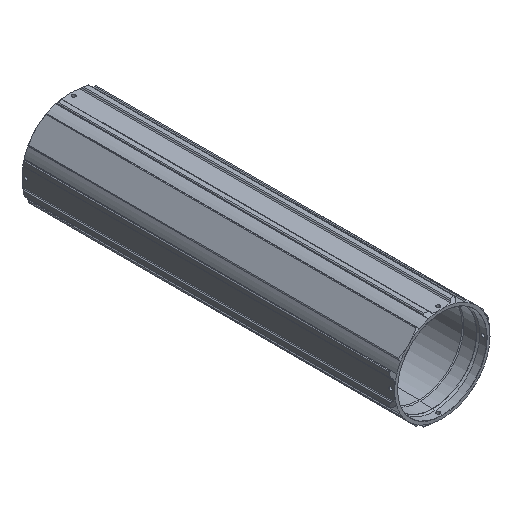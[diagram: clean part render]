
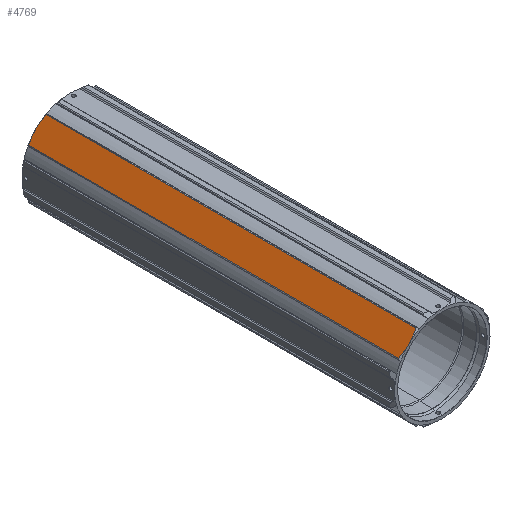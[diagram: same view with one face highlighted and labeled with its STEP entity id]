
A CAD part, isometric view. The second image highlights one B-rep face of the part: STEP entity #4769.
In plain terms, the highlighted planar face has unit normal (-0.707, 0, 0.707).
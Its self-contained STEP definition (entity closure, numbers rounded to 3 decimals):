
#19 = CARTESIAN_POINT ( 'NONE',  ( -46.025, 0.499, 35.292 ) ) ;
#56 = CARTESIAN_POINT ( 'NONE',  ( -47.738, 449.185, 33.579 ) ) ;
#61 = CARTESIAN_POINT ( 'NONE',  ( -30.052, -17.173, 51.265 ) ) ;
#93 = CARTESIAN_POINT ( 'NONE',  ( -42.88, 449.938, 38.437 ) ) ;
#143 = VERTEX_POINT ( 'NONE', #1495 ) ;
#392 = CARTESIAN_POINT ( 'NONE',  ( -40.659, 0., 40.659 ) ) ;
#415 = VERTEX_POINT ( 'NONE', #2025 ) ;
#448 = B_SPLINE_CURVE_WITH_KNOTS ( 'NONE', 3,
 ( #6197, #1797, #93, #6786, #5084, #2383, #2910, #4048, #3973, #5747, #56, #2945, #4083 ),
 .UNSPECIFIED., .F., .F.,
 ( 4, 1, 1, 1, 1, 1, 2, 2, 4 ),
 ( 0., 0.25, 0.375, 0.437, 0.469, 0.484, 0.492, 0.5, 1. ),
 .UNSPECIFIED. ) ;
#478 = LINE ( 'NONE', #61, #7172 ) ;
#503 = CARTESIAN_POINT ( 'NONE',  ( -35.702, 0.425, 45.615 ) ) ;
#538 = CARTESIAN_POINT ( 'NONE',  ( -35.423, 0.475, 45.895 ) ) ;
#553 = EDGE_LOOP ( 'NONE', ( #6100, #951, #7054, #4618, #596, #6982 ) ) ;
#582 = EDGE_CURVE ( 'NONE', #2469, #143, #478, .T. ) ;
#596 = ORIENTED_EDGE ( 'NONE', *, *, #4229, .T. ) ;
#757 = CARTESIAN_POINT ( 'NONE',  ( -51.265, 1.924, 30.052 ) ) ;
#849 = VERTEX_POINT ( 'NONE', #392 ) ;
#899 = EDGE_CURVE ( 'NONE', #849, #2469, #4066, .T. ) ;
#951 = ORIENTED_EDGE ( 'NONE', *, *, #4763, .T. ) ;
#1046 = VERTEX_POINT ( 'NONE', #757 ) ;
#1101 = CARTESIAN_POINT ( 'NONE',  ( -30.052, 1.924, 51.265 ) ) ;
#1149 = CARTESIAN_POINT ( 'NONE',  ( -30.052, 448.076, 51.265 ) ) ;
#1166 = CARTESIAN_POINT ( 'NONE',  ( -49.052, 1.19, 32.266 ) ) ;
#1186 = CARTESIAN_POINT ( 'NONE',  ( -34.94, 449.434, 46.377 ) ) ;
#1495 = CARTESIAN_POINT ( 'NONE',  ( -30.052, 448.076, 51.265 ) ) ;
#1536 = CARTESIAN_POINT ( 'NONE',  ( -30.052, 1.924, 51.265 ) ) ;
#1626 = CARTESIAN_POINT ( 'NONE',  ( -40.659, 450., 40.659 ) ) ;
#1792 = CARTESIAN_POINT ( 'NONE',  ( -46.377, 0.566, 34.94 ) ) ;
#1797 = CARTESIAN_POINT ( 'NONE',  ( -41.546, 450., 39.771 ) ) ;
#1819 = B_SPLINE_CURVE_WITH_KNOTS ( 'NONE', 3,
 ( #1149, #6800, #2739, #2851, #2811, #1186, #7278, #5652, #3403, #5064, #4394, #4430, #1626 ),
 .UNSPECIFIED., .F., .F.,
 ( 4, 1, 1, 1, 1, 1, 2, 2, 4 ),
 ( 0., 0.25, 0.375, 0.437, 0.469, 0.484, 0.492, 0.5, 1. ),
 .UNSPECIFIED. ) ;
#2025 = CARTESIAN_POINT ( 'NONE',  ( -51.265, 448.076, 30.052 ) ) ;
#2145 = DIRECTION ( 'NONE',  ( 0., 1., 0. ) ) ;
#2172 = DIRECTION ( 'NONE',  ( 0., 1., 0. ) ) ;
#2368 = AXIS2_PLACEMENT_3D ( 'NONE', #3878, #6140, #2145 ) ;
#2383 = CARTESIAN_POINT ( 'NONE',  ( -45.615, 449.575, 35.702 ) ) ;
#2469 = VERTEX_POINT ( 'NONE', #1536 ) ;
#2609 = DIRECTION ( 'NONE',  ( 0., -1., 0. ) ) ;
#2624 = CARTESIAN_POINT ( 'NONE',  ( -40.659, 450., 40.659 ) ) ;
#2712 = B_SPLINE_CURVE_WITH_KNOTS ( 'NONE', 3,
 ( #6158, #3346, #1166, #6302, #4488, #1792, #4044, #2758, #3421, #19, #3488, #4528, #6779 ),
 .UNSPECIFIED., .F., .F.,
 ( 4, 1, 1, 1, 1, 1, 2, 2, 4 ),
 ( 0., 0.25, 0.375, 0.437, 0.469, 0.484, 0.492, 0.5, 1. ),
 .UNSPECIFIED. ) ;
#2717 = CARTESIAN_POINT ( 'NONE',  ( -51.265, 0., 30.052 ) ) ;
#2739 = CARTESIAN_POINT ( 'NONE',  ( -32.266, 448.81, 49.052 ) ) ;
#2758 = CARTESIAN_POINT ( 'NONE',  ( -46.106, 0.514, 35.211 ) ) ;
#2811 = CARTESIAN_POINT ( 'NONE',  ( -34.56, 449.358, 46.757 ) ) ;
#2835 = CARTESIAN_POINT ( 'NONE',  ( -39.771, 0., 41.546 ) ) ;
#2851 = CARTESIAN_POINT ( 'NONE',  ( -33.797, 449.192, 47.52 ) ) ;
#2910 = CARTESIAN_POINT ( 'NONE',  ( -45.811, 449.54, 35.507 ) ) ;
#2945 = CARTESIAN_POINT ( 'NONE',  ( -49.491, 448.709, 31.826 ) ) ;
#3346 = CARTESIAN_POINT ( 'NONE',  ( -50.377, 1.607, 30.941 ) ) ;
#3350 = CARTESIAN_POINT ( 'NONE',  ( -35.338, 0.49, 45.979 ) ) ;
#3386 = CARTESIAN_POINT ( 'NONE',  ( -36.094, 0.36, 45.224 ) ) ;
#3403 = CARTESIAN_POINT ( 'NONE',  ( -35.266, 449.496, 46.052 ) ) ;
#3421 = CARTESIAN_POINT ( 'NONE',  ( -46.052, 0.504, 35.266 ) ) ;
#3488 = CARTESIAN_POINT ( 'NONE',  ( -44.21, 0.165, 37.107 ) ) ;
#3497 = EDGE_CURVE ( 'NONE', #415, #1046, #7077, .T. ) ;
#3878 = CARTESIAN_POINT ( 'NONE',  ( -40.659, -17.173, 40.659 ) ) ;
#3937 = CARTESIAN_POINT ( 'NONE',  ( -35.507, 0.46, 45.811 ) ) ;
#3973 = CARTESIAN_POINT ( 'NONE',  ( -45.95, 449.515, 35.367 ) ) ;
#4044 = CARTESIAN_POINT ( 'NONE',  ( -46.187, 0.529, 35.13 ) ) ;
#4048 = CARTESIAN_POINT ( 'NONE',  ( -45.895, 449.525, 35.423 ) ) ;
#4066 = B_SPLINE_CURVE_WITH_KNOTS ( 'NONE', 3,
 ( #4381, #2835, #6163, #6122, #3386, #503, #3937, #538, #6748, #3350, #7264, #6785, #1101 ),
 .UNSPECIFIED., .F., .F.,
 ( 4, 1, 1, 1, 1, 1, 2, 2, 4 ),
 ( 0., 0.25, 0.375, 0.437, 0.469, 0.484, 0.492, 0.5, 1. ),
 .UNSPECIFIED. ) ;
#4083 = CARTESIAN_POINT ( 'NONE',  ( -51.265, 448.076, 30.052 ) ) ;
#4229 = EDGE_CURVE ( 'NONE', #1046, #849, #2712, .T. ) ;
#4381 = CARTESIAN_POINT ( 'NONE',  ( -40.659, 0., 40.659 ) ) ;
#4394 = CARTESIAN_POINT ( 'NONE',  ( -37.107, 449.835, 44.21 ) ) ;
#4430 = CARTESIAN_POINT ( 'NONE',  ( -38.887, 450., 42.431 ) ) ;
#4488 = CARTESIAN_POINT ( 'NONE',  ( -46.757, 0.642, 34.56 ) ) ;
#4528 = CARTESIAN_POINT ( 'NONE',  ( -42.431, 0., 38.887 ) ) ;
#4618 = ORIENTED_EDGE ( 'NONE', *, *, #3497, .T. ) ;
#4763 = EDGE_CURVE ( 'NONE', #143, #5597, #1819, .T. ) ;
#4769 = ADVANCED_FACE ( 'NONE', ( #5100 ), #6651, .T. ) ;
#5064 = CARTESIAN_POINT ( 'NONE',  ( -35.292, 449.501, 46.025 ) ) ;
#5084 = CARTESIAN_POINT ( 'NONE',  ( -45.224, 449.64, 36.094 ) ) ;
#5100 = FACE_OUTER_BOUND ( 'NONE', #553, .T. ) ;
#5597 = VERTEX_POINT ( 'NONE', #2624 ) ;
#5652 = CARTESIAN_POINT ( 'NONE',  ( -35.211, 449.486, 46.106 ) ) ;
#5747 = CARTESIAN_POINT ( 'NONE',  ( -45.979, 449.51, 35.338 ) ) ;
#6100 = ORIENTED_EDGE ( 'NONE', *, *, #582, .T. ) ;
#6122 = CARTESIAN_POINT ( 'NONE',  ( -36.876, 0.242, 44.442 ) ) ;
#6134 = VECTOR ( 'NONE', #2609, 1000. ) ;
#6140 = DIRECTION ( 'NONE',  ( -0.707, 0., 0.707 ) ) ;
#6158 = CARTESIAN_POINT ( 'NONE',  ( -51.265, 1.924, 30.052 ) ) ;
#6163 = CARTESIAN_POINT ( 'NONE',  ( -38.437, 0.062, 42.88 ) ) ;
#6197 = CARTESIAN_POINT ( 'NONE',  ( -40.659, 450., 40.659 ) ) ;
#6202 = EDGE_CURVE ( 'NONE', #5597, #415, #448, .T. ) ;
#6302 = CARTESIAN_POINT ( 'NONE',  ( -47.52, 0.808, 33.797 ) ) ;
#6651 = PLANE ( 'NONE',  #2368 ) ;
#6748 = CARTESIAN_POINT ( 'NONE',  ( -35.367, 0.485, 45.95 ) ) ;
#6779 = CARTESIAN_POINT ( 'NONE',  ( -40.659, 0., 40.659 ) ) ;
#6785 = CARTESIAN_POINT ( 'NONE',  ( -31.826, 1.291, 49.491 ) ) ;
#6786 = CARTESIAN_POINT ( 'NONE',  ( -44.442, 449.758, 36.876 ) ) ;
#6800 = CARTESIAN_POINT ( 'NONE',  ( -30.941, 448.393, 50.377 ) ) ;
#6982 = ORIENTED_EDGE ( 'NONE', *, *, #899, .T. ) ;
#7054 = ORIENTED_EDGE ( 'NONE', *, *, #6202, .T. ) ;
#7077 = LINE ( 'NONE', #2717, #6134 ) ;
#7172 = VECTOR ( 'NONE', #2172, 1000. ) ;
#7264 = CARTESIAN_POINT ( 'NONE',  ( -33.579, 0.815, 47.738 ) ) ;
#7278 = CARTESIAN_POINT ( 'NONE',  ( -35.13, 449.471, 46.187 ) ) ;
